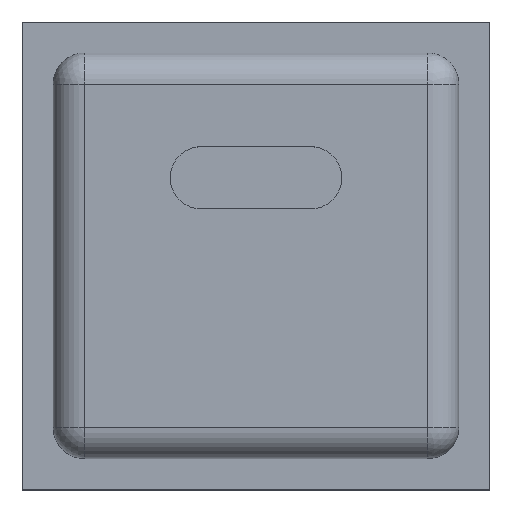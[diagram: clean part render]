
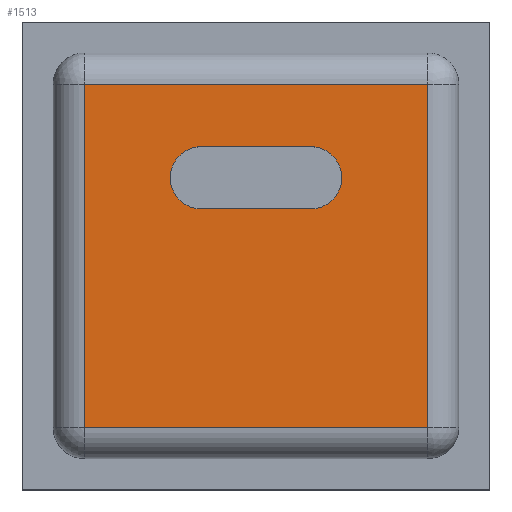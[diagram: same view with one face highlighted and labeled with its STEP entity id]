
A CAD part, top view. The second image highlights one B-rep face of the part: STEP entity #1513.
In plain terms, the highlighted planar face has unit normal (0, 0, 1).
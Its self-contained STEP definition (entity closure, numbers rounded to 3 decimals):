
#17=CIRCLE('',#1614,0.2);
#19=CIRCLE('',#1618,0.2);
#69=FACE_BOUND('',#225,.T.);
#123=FACE_OUTER_BOUND('',#224,.T.);
#224=EDGE_LOOP('',(#1203,#1204,#1205,#1206));
#225=EDGE_LOOP('',(#1207,#1208,#1209,#1210));
#351=LINE('',#2287,#535);
#356=LINE('',#2301,#540);
#360=LINE('',#2317,#544);
#362=LINE('',#2325,#546);
#364=LINE('',#2333,#548);
#366=LINE('',#2340,#550);
#535=VECTOR('',#1851,10.);
#540=VECTOR('',#1864,10.);
#544=VECTOR('',#1882,10.);
#546=VECTOR('',#1890,10.);
#548=VECTOR('',#1898,10.);
#550=VECTOR('',#1906,10.);
#691=VERTEX_POINT('',#2285);
#692=VERTEX_POINT('',#2286);
#695=VERTEX_POINT('',#2294);
#697=VERTEX_POINT('',#2300);
#699=VERTEX_POINT('',#2310);
#702=VERTEX_POINT('',#2315);
#703=VERTEX_POINT('',#2319);
#706=VERTEX_POINT('',#2327);
#851=EDGE_CURVE('',#691,#692,#351,.T.);
#855=EDGE_CURVE('',#695,#691,#17,.T.);
#858=EDGE_CURVE('',#697,#695,#356,.T.);
#861=EDGE_CURVE('',#692,#697,#19,.T.);
#866=EDGE_CURVE('',#702,#699,#360,.T.);
#870=EDGE_CURVE('',#699,#703,#362,.T.);
#874=EDGE_CURVE('',#703,#706,#364,.T.);
#878=EDGE_CURVE('',#706,#702,#366,.T.);
#1203=ORIENTED_EDGE('',*,*,#866,.F.);
#1204=ORIENTED_EDGE('',*,*,#878,.F.);
#1205=ORIENTED_EDGE('',*,*,#874,.F.);
#1206=ORIENTED_EDGE('',*,*,#870,.F.);
#1207=ORIENTED_EDGE('',*,*,#851,.T.);
#1208=ORIENTED_EDGE('',*,*,#861,.T.);
#1209=ORIENTED_EDGE('',*,*,#858,.T.);
#1210=ORIENTED_EDGE('',*,*,#855,.T.);
#1420=PLANE('',#1647);
#1513=ADVANCED_FACE('',(#123,#69),#1420,.T.);
#1614=AXIS2_PLACEMENT_3D('',#2295,#1857,#1858);
#1618=AXIS2_PLACEMENT_3D('',#2306,#1869,#1870);
#1647=AXIS2_PLACEMENT_3D('',#2367,#1942,#1943);
#1851=DIRECTION('',(1.,0.,0.));
#1857=DIRECTION('center_axis',(0.,0.,-1.));
#1858=DIRECTION('ref_axis',(0.,1.,0.));
#1864=DIRECTION('',(-1.,0.,0.));
#1869=DIRECTION('center_axis',(0.,0.,-1.));
#1870=DIRECTION('ref_axis',(0.,-1.,0.));
#1882=DIRECTION('',(1.,0.,0.));
#1890=DIRECTION('',(0.,-1.,0.));
#1898=DIRECTION('',(-1.,0.,0.));
#1906=DIRECTION('',(0.,1.,0.));
#1942=DIRECTION('center_axis',(0.,0.,1.));
#1943=DIRECTION('ref_axis',(1.,0.,0.));
#2285=CARTESIAN_POINT('',(-0.35,0.7,1.));
#2286=CARTESIAN_POINT('',(0.35,0.7,1.));
#2287=CARTESIAN_POINT('',(-0.175,0.7,1.));
#2294=CARTESIAN_POINT('',(-0.35,0.3,1.));
#2295=CARTESIAN_POINT('Origin',(-0.35,0.5,1.));
#2300=CARTESIAN_POINT('',(0.35,0.3,1.));
#2301=CARTESIAN_POINT('',(0.175,0.3,1.));
#2306=CARTESIAN_POINT('Origin',(0.35,0.5,1.));
#2310=CARTESIAN_POINT('',(1.1,1.1,1.));
#2315=CARTESIAN_POINT('',(-1.1,1.1,1.));
#2317=CARTESIAN_POINT('',(0.65,1.1,1.));
#2319=CARTESIAN_POINT('',(1.1,-1.1,1.));
#2325=CARTESIAN_POINT('',(1.1,-0.65,1.));
#2327=CARTESIAN_POINT('',(-1.1,-1.1,1.));
#2333=CARTESIAN_POINT('',(-0.65,-1.1,1.));
#2340=CARTESIAN_POINT('',(-1.1,0.65,1.));
#2367=CARTESIAN_POINT('Origin',(0.,0.,1.));
